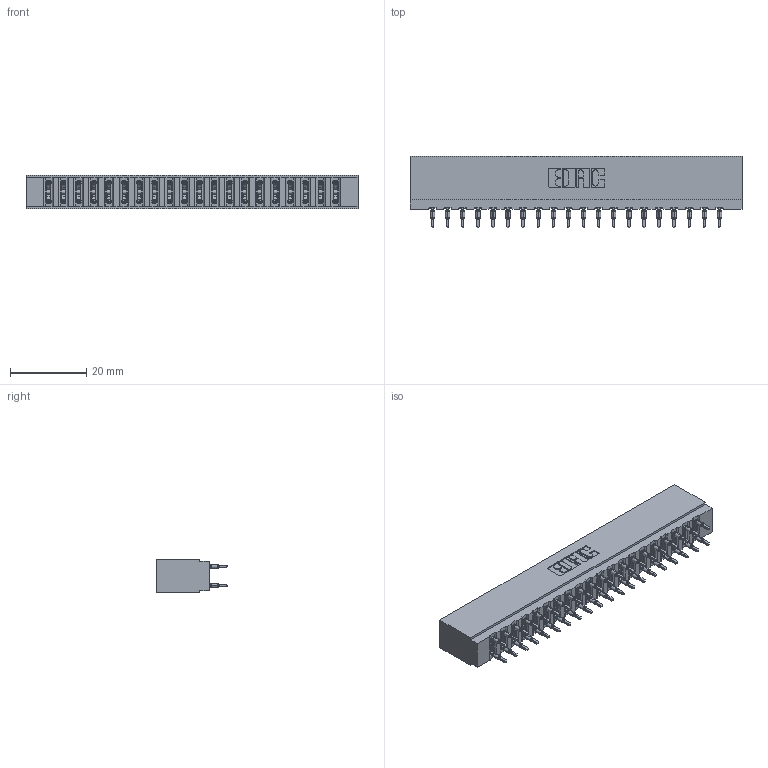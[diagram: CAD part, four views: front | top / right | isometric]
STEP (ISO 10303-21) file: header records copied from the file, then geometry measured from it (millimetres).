
FILE_DESCRIPTION (( 'STEP AP203' ), '1' );
FILE_NAME ('717-040-520-201.STEP', '2026-02-20T17:51:22', ( '' ), ( '' ), 'SwSTEP 2.0', 'SolidWorks 2023', '' );
FILE_SCHEMA (( 'CONFIG_CONTROL_DESIGN' ));
Length unit declared in the file: millimetre
Products named in the file (3): 717-040-520-201; 745-292-001_520; 717 Part_Insulator Option - 06
Assembly tree (41 placements, depth 2):
  717-040-520-201
    717 Part_Insulator Option - 06
    745-292-001_520  x40
Bounding box: 87.12 x 18.78 x 8.89 mm (x, y, z)
Volume: 7606.5 mm3; surface area: 11137.3 mm2
Topology: 41 solids, 41 shells, 3694 faces, 9931 edges, 6246 vertices
Faces by surface type: plane 1914, bspline 800, cylinder 740, torus 240
Entity records: 37265 total; most frequent: CARTESIAN_POINT 6977, ORIENTED_EDGE 6368, DIRECTION 5580, EDGE_CURVE 3184, VECTOR 2882, LINE 2882, VERTEX_POINT 2034, AXIS2_PLACEMENT_3D 1349
